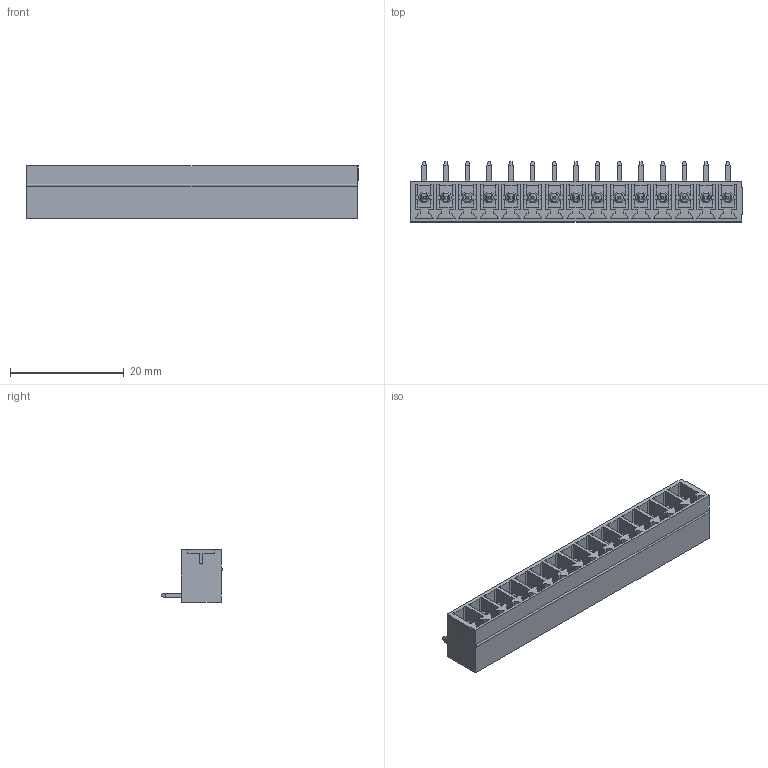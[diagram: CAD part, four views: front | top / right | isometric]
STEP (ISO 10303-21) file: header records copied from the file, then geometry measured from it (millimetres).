
FILE_DESCRIPTION( ( 'Unknown' ), '1' );
FILE_NAME( '691322310015.stp', 'Unknown', ( 'Unknown' ), ( 'Unknown' ), 'PSStep 14.0', 'Unknown', ' ' );
FILE_SCHEMA( ( 'AUTOMOTIVE_DESIGN { 1 0 10303 214 1 1 1 1 }' ) );
Length unit declared in the file: millimetre
Products named in the file (3): Assem1; 6913213000xx_PIN; 691321300015
Assembly tree (16 placements, depth 2):
  Assem1
    6913213000xx_PIN  x15
    691321300015
Bounding box: 58.34 x 10.7 x 9.2 mm (x, y, z)
Volume: 1885.3 mm3; surface area: 5619 mm2
Topology: 16 solids, 16 shells, 924 faces, 2481 edges, 1604 vertices
Faces by surface type: plane 846, cylinder 63, torus 15
Full cylindrical faces by diameter (mm): 1.9 x15
Entity records: 27405 total; most frequent: CARTESIAN_POINT 3902, ORIENTED_EDGE 3836, DIRECTION 3437, EDGE_CURVE 1918, LINE 1805, VECTOR 1805, VERTEX_POINT 1281, AXIS2_PLACEMENT_3D 816
